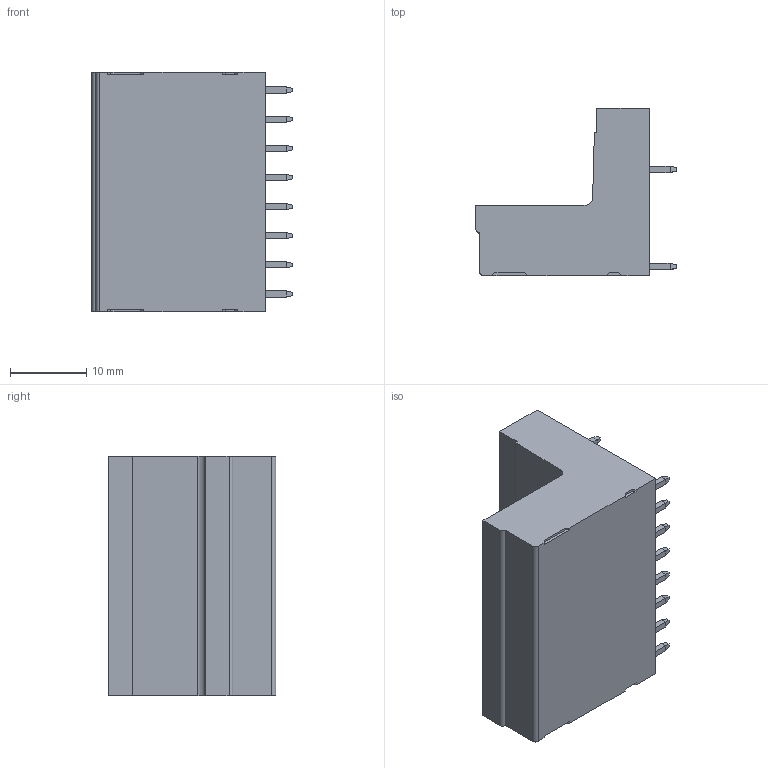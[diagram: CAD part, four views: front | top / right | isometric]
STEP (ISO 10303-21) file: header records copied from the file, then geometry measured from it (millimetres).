
FILE_DESCRIPTION((''),'2;1');
FILE_NAME('TLPHDC-105R-1','2024-09-23T16:02:06',('sheji109'),(''),'CREO PARAMETRIC BY PTC INC, 2018100','CREO PARAMETRIC BY PTC INC, 2018100','');
FILE_SCHEMA(('CONFIG_CONTROL_DESIGN'));
Length unit declared in the file: millimetre
Products named in the file (1): TLPHDC-105R-1
Bounding box: 26.2 x 21.9 x 31.27 mm (x, y, z)
Volume: 7249.9 mm3; surface area: 7933.7 mm2
Topology: 1 solids, 1 shells, 1371 faces, 3740 edges, 2404 vertices
Faces by surface type: plane 1112, cylinder 235, cone 16, sphere 8
Entity records: 42763 total; most frequent: CARTESIAN_POINT 7862, ORIENTED_EDGE 7464, DIRECTION 6903, EDGE_CURVE 3732, VECTOR 3141, LINE 3141, VERTEX_POINT 2404, AXIS2_PLACEMENT_3D 1881
